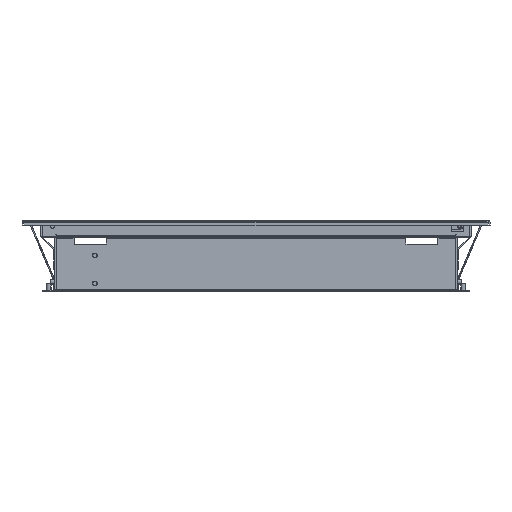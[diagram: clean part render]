
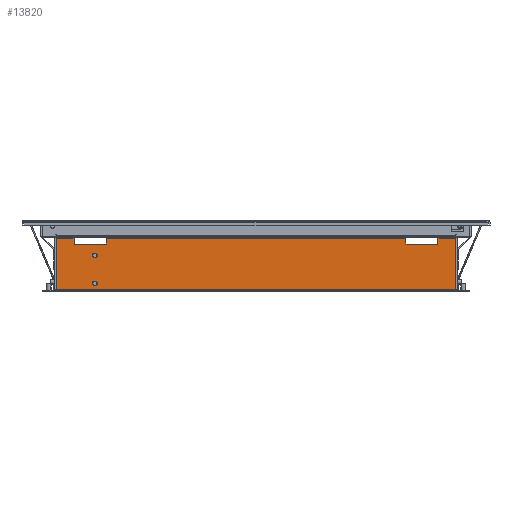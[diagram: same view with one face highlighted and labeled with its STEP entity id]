
A CAD part, front view. The second image highlights one B-rep face of the part: STEP entity #13820.
In plain terms, the highlighted planar face has unit normal (0, -1, 0).
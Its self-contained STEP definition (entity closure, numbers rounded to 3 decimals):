
#104 = VERTEX_POINT ( 'NONE', #650 ) ;
#281 = DIRECTION ( 'NONE',  ( 0., -1., 0. ) ) ;
#612 = CARTESIAN_POINT ( 'NONE',  ( 520., -874., -22.5 ) ) ;
#650 = CARTESIAN_POINT ( 'NONE',  ( 480., -874., -30. ) ) ;
#1149 = CARTESIAN_POINT ( 'NONE',  ( 43., -874., -22.5 ) ) ;
#1436 = DIRECTION ( 'NONE',  ( 1., 0., 0. ) ) ;
#1573 = CARTESIAN_POINT ( 'NONE',  ( 105., -874., 0. ) ) ;
#1577 = CIRCLE ( 'NONE', #4280, 3. ) ;
#1599 = ORIENTED_EDGE ( 'NONE', *, *, #7810, .F. ) ;
#2189 = CARTESIAN_POINT ( 'NONE',  ( 91., -874., -47. ) ) ;
#2512 = DIRECTION ( 'NONE',  ( 0., 0., 1. ) ) ;
#2725 = EDGE_CURVE ( 'NONE', #15953, #15942, #8478, .T. ) ;
#2761 = ORIENTED_EDGE ( 'NONE', *, *, #11275, .F. ) ;
#2901 = CARTESIAN_POINT ( 'NONE',  ( 91., -874., -44. ) ) ;
#3032 = VECTOR ( 'NONE', #2512, 1000. ) ;
#3132 = CARTESIAN_POINT ( 'NONE',  ( 0., -874., -30. ) ) ;
#3324 = ORIENTED_EDGE ( 'NONE', *, *, #6955, .F. ) ;
#3368 = VERTEX_POINT ( 'NONE', #15639 ) ;
#3575 = CARTESIAN_POINT ( 'NONE',  ( 0., -874., 0. ) ) ;
#3738 = CARTESIAN_POINT ( 'NONE',  ( 43., -874., -21.5 ) ) ;
#3798 = LINE ( 'NONE', #13634, #3032 ) ;
#3863 = EDGE_CURVE ( 'NONE', #3368, #18225, #3798, .T. ) ;
#3989 = EDGE_CURVE ( 'NONE', #8639, #14483, #18181, .T. ) ;
#4232 = LINE ( 'NONE', #1149, #16097 ) ;
#4280 = AXIS2_PLACEMENT_3D ( 'NONE', #11479, #16593, #18205 ) ;
#4285 = ORIENTED_EDGE ( 'NONE', *, *, #3863, .F. ) ;
#4411 = VECTOR ( 'NONE', #19635, 1000. ) ;
#4903 = VECTOR ( 'NONE', #21110, 1000. ) ;
#5118 = VECTOR ( 'NONE', #1436, 1000. ) ;
#5146 = DIRECTION ( 'NONE',  ( 1., 0., 0. ) ) ;
#5374 = CARTESIAN_POINT ( 'NONE',  ( 91., -874., -41. ) ) ;
#5679 = DIRECTION ( 'NONE',  ( 0., -1., 0. ) ) ;
#5910 = ORIENTED_EDGE ( 'NONE', *, *, #10532, .F. ) ;
#6019 = EDGE_CURVE ( 'NONE', #14194, #13229, #15876, .T. ) ;
#6251 = DIRECTION ( 'NONE',  ( 1., 0., 0. ) ) ;
#6895 = AXIS2_PLACEMENT_3D ( 'NONE', #15746, #5679, #20219 ) ;
#6955 = EDGE_CURVE ( 'NONE', #18225, #14194, #7436, .T. ) ;
#7005 = DIRECTION ( 'NONE',  ( 0., -1., 0. ) ) ;
#7067 = EDGE_CURVE ( 'NONE', #10804, #8474, #11392, .T. ) ;
#7230 = CARTESIAN_POINT ( 'NONE',  ( 43., -874., -22.5 ) ) ;
#7334 = DIRECTION ( 'NONE',  ( 1., 0., 0. ) ) ;
#7436 = LINE ( 'NONE', #7230, #19452 ) ;
#7595 = CARTESIAN_POINT ( 'NONE',  ( 43., -874., -22.5 ) ) ;
#7753 = EDGE_CURVE ( 'NONE', #104, #3368, #15973, .T. ) ;
#7772 = CARTESIAN_POINT ( 'NONE',  ( 91., -874., -82. ) ) ;
#7810 = EDGE_CURVE ( 'NONE', #10377, #9387, #1577, .T. ) ;
#8075 = CARTESIAN_POINT ( 'NONE',  ( 542., -874., -89. ) ) ;
#8222 = CARTESIAN_POINT ( 'NONE',  ( 542., -874., -86.5 ) ) ;
#8254 = CARTESIAN_POINT ( 'NONE',  ( 105., -874., -30. ) ) ;
#8474 = VERTEX_POINT ( 'NONE', #20289 ) ;
#8478 = CIRCLE ( 'NONE', #21104, 3. ) ;
#8571 = CARTESIAN_POINT ( 'NONE',  ( 43., -874., -22.5 ) ) ;
#8618 = FACE_OUTER_BOUND ( 'NONE', #18756, .T. ) ;
#8639 = VERTEX_POINT ( 'NONE', #7595 ) ;
#8661 = LINE ( 'NONE', #3738, #10244 ) ;
#8930 = EDGE_CURVE ( 'NONE', #13229, #9873, #19084, .T. ) ;
#9187 = CARTESIAN_POINT ( 'NONE',  ( 43., -874., -86.5 ) ) ;
#9321 = EDGE_CURVE ( 'NONE', #9387, #10377, #11328, .T. ) ;
#9387 = VERTEX_POINT ( 'NONE', #12322 ) ;
#9422 = DIRECTION ( 'NONE',  ( 0., -1., 0. ) ) ;
#9577 = DIRECTION ( 'NONE',  ( 0., 0., -1. ) ) ;
#9596 = EDGE_CURVE ( 'NONE', #15942, #15953, #18848, .T. ) ;
#9873 = VERTEX_POINT ( 'NONE', #9187 ) ;
#10100 = CARTESIAN_POINT ( 'NONE',  ( 480., -874., 0. ) ) ;
#10244 = VECTOR ( 'NONE', #13357, 1000. ) ;
#10317 = FACE_BOUND ( 'NONE', #14493, .T. ) ;
#10377 = VERTEX_POINT ( 'NONE', #7772 ) ;
#10506 = ORIENTED_EDGE ( 'NONE', *, *, #7067, .F. ) ;
#10532 = EDGE_CURVE ( 'NONE', #11091, #104, #16313, .T. ) ;
#10643 = DIRECTION ( 'NONE',  ( -1., 0., 0. ) ) ;
#10763 = EDGE_CURVE ( 'NONE', #11414, #10804, #17772, .T. ) ;
#10804 = VERTEX_POINT ( 'NONE', #8254 ) ;
#10901 = VECTOR ( 'NONE', #10643, 1000. ) ;
#11091 = VERTEX_POINT ( 'NONE', #21030 ) ;
#11275 = EDGE_CURVE ( 'NONE', #14483, #11414, #12653, .T. ) ;
#11328 = CIRCLE ( 'NONE', #6895, 3. ) ;
#11392 = LINE ( 'NONE', #1573, #4903 ) ;
#11414 = VERTEX_POINT ( 'NONE', #16185 ) ;
#11479 = CARTESIAN_POINT ( 'NONE',  ( 91., -874., -79. ) ) ;
#11777 = ORIENTED_EDGE ( 'NONE', *, *, #9596, .F. ) ;
#12024 = PLANE ( 'NONE',  #17699 ) ;
#12322 = CARTESIAN_POINT ( 'NONE',  ( 91., -874., -76. ) ) ;
#12355 = EDGE_CURVE ( 'NONE', #8474, #11091, #4232, .T. ) ;
#12653 = LINE ( 'NONE', #13648, #13661 ) ;
#13084 = CARTESIAN_POINT ( 'NONE',  ( 0., -874., -30. ) ) ;
#13229 = VERTEX_POINT ( 'NONE', #8222 ) ;
#13357 = DIRECTION ( 'NONE',  ( 0., 0., 1. ) ) ;
#13634 = CARTESIAN_POINT ( 'NONE',  ( 520., -874., 0. ) ) ;
#13648 = CARTESIAN_POINT ( 'NONE',  ( 65., -874., 0. ) ) ;
#13661 = VECTOR ( 'NONE', #15960, 1000. ) ;
#13820 = ADVANCED_FACE ( 'NONE', ( #18227, #8618, #10317 ), #12024, .T. ) ;
#13881 = ORIENTED_EDGE ( 'NONE', *, *, #12355, .F. ) ;
#13940 = CARTESIAN_POINT ( 'NONE',  ( 542., -874., -86.5 ) ) ;
#14194 = VERTEX_POINT ( 'NONE', #18204 ) ;
#14286 = VECTOR ( 'NONE', #5146, 1000. ) ;
#14331 = ORIENTED_EDGE ( 'NONE', *, *, #3989, .F. ) ;
#14483 = VERTEX_POINT ( 'NONE', #20959 ) ;
#14493 = EDGE_LOOP ( 'NONE', ( #15848, #1599 ) ) ;
#14652 = ORIENTED_EDGE ( 'NONE', *, *, #16777, .F. ) ;
#14929 = CARTESIAN_POINT ( 'NONE',  ( 91., -874., -44. ) ) ;
#15091 = AXIS2_PLACEMENT_3D ( 'NONE', #2901, #9422, #15946 ) ;
#15639 = CARTESIAN_POINT ( 'NONE',  ( 520., -874., -30. ) ) ;
#15746 = CARTESIAN_POINT ( 'NONE',  ( 91., -874., -79. ) ) ;
#15848 = ORIENTED_EDGE ( 'NONE', *, *, #9321, .F. ) ;
#15876 = LINE ( 'NONE', #8075, #18541 ) ;
#15942 = VERTEX_POINT ( 'NONE', #5374 ) ;
#15946 = DIRECTION ( 'NONE',  ( 0., 0., -1. ) ) ;
#15953 = VERTEX_POINT ( 'NONE', #2189 ) ;
#15960 = DIRECTION ( 'NONE',  ( 0., 0., -1. ) ) ;
#15973 = LINE ( 'NONE', #13084, #21010 ) ;
#16097 = VECTOR ( 'NONE', #7334, 1000. ) ;
#16185 = CARTESIAN_POINT ( 'NONE',  ( 65., -874., -30. ) ) ;
#16313 = LINE ( 'NONE', #10100, #4411 ) ;
#16593 = DIRECTION ( 'NONE',  ( 0., -1., 0. ) ) ;
#16602 = ORIENTED_EDGE ( 'NONE', *, *, #8930, .F. ) ;
#16729 = ORIENTED_EDGE ( 'NONE', *, *, #6019, .F. ) ;
#16777 = EDGE_CURVE ( 'NONE', #9873, #8639, #8661, .T. ) ;
#17495 = ORIENTED_EDGE ( 'NONE', *, *, #10763, .F. ) ;
#17699 = AXIS2_PLACEMENT_3D ( 'NONE', #3575, #7005, #19932 ) ;
#17724 = ORIENTED_EDGE ( 'NONE', *, *, #2725, .F. ) ;
#17772 = LINE ( 'NONE', #3132, #5118 ) ;
#17777 = ORIENTED_EDGE ( 'NONE', *, *, #7753, .F. ) ;
#18181 = LINE ( 'NONE', #8571, #14286 ) ;
#18204 = CARTESIAN_POINT ( 'NONE',  ( 542., -874., -22.5 ) ) ;
#18205 = DIRECTION ( 'NONE',  ( 0., 0., -1. ) ) ;
#18225 = VERTEX_POINT ( 'NONE', #612 ) ;
#18227 = FACE_BOUND ( 'NONE', #20322, .T. ) ;
#18541 = VECTOR ( 'NONE', #9577, 1000. ) ;
#18756 = EDGE_LOOP ( 'NONE', ( #2761, #14331, #14652, #16602, #16729, #3324, #4285, #17777, #5910, #13881, #10506, #17495 ) ) ;
#18848 = CIRCLE ( 'NONE', #15091, 3. ) ;
#19084 = LINE ( 'NONE', #13940, #10901 ) ;
#19096 = DIRECTION ( 'NONE',  ( 1., 0., 0. ) ) ;
#19452 = VECTOR ( 'NONE', #19096, 1000. ) ;
#19635 = DIRECTION ( 'NONE',  ( 0., 0., -1. ) ) ;
#19932 = DIRECTION ( 'NONE',  ( 0., 0., -1. ) ) ;
#20047 = DIRECTION ( 'NONE',  ( 0., 0., -1. ) ) ;
#20219 = DIRECTION ( 'NONE',  ( 0., 0., -1. ) ) ;
#20289 = CARTESIAN_POINT ( 'NONE',  ( 105., -874., -22.5 ) ) ;
#20322 = EDGE_LOOP ( 'NONE', ( #11777, #17724 ) ) ;
#20959 = CARTESIAN_POINT ( 'NONE',  ( 65., -874., -22.5 ) ) ;
#21010 = VECTOR ( 'NONE', #6251, 1000. ) ;
#21030 = CARTESIAN_POINT ( 'NONE',  ( 480., -874., -22.5 ) ) ;
#21104 = AXIS2_PLACEMENT_3D ( 'NONE', #14929, #281, #20047 ) ;
#21110 = DIRECTION ( 'NONE',  ( 0., 0., 1. ) ) ;
